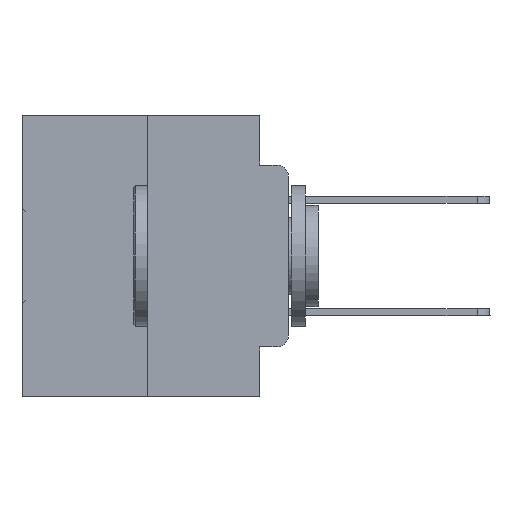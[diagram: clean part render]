
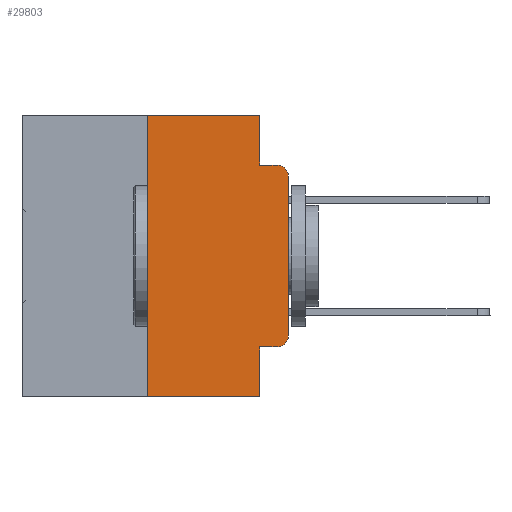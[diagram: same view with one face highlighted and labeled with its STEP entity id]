
A CAD part, left-side view. The second image highlights one B-rep face of the part: STEP entity #29803.
In plain terms, the highlighted planar face has unit normal (-1, 0, 0).
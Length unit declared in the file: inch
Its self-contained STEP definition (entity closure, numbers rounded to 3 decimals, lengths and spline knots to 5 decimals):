
#369 = DIRECTION ( 'NONE',  ( 0., -1., 0. ) ) ;
#1230 = ORIENTED_EDGE ( 'NONE', *, *, #26471, .T. ) ;
#1361 = VECTOR ( 'NONE', #369, 39.37008 ) ;
#1506 = AXIS2_PLACEMENT_3D ( 'NONE', #6991, #33432, #20389 ) ;
#2663 = CARTESIAN_POINT ( 'NONE',  ( 0., 0.02, -0.0885 ) ) ;
#2842 = LINE ( 'NONE', #17278, #15880 ) ;
#3040 = DIRECTION ( 'NONE',  ( 0., -1., 0. ) ) ;
#3180 = ORIENTED_EDGE ( 'NONE', *, *, #18242, .F. ) ;
#3460 = CARTESIAN_POINT ( 'NONE',  ( 0., 0.051, -0.0885 ) ) ;
#3700 = EDGE_CURVE ( 'NONE', #6865, #7123, #7608, .T. ) ;
#4150 = CARTESIAN_POINT ( 'NONE',  ( 0., 0., 0. ) ) ;
#4246 = VERTEX_POINT ( 'NONE', #14891 ) ;
#5641 = DIRECTION ( 'NONE',  ( -1., 0., 0. ) ) ;
#6203 = ORIENTED_EDGE ( 'NONE', *, *, #30518, .T. ) ;
#6381 = EDGE_CURVE ( 'NONE', #13593, #21937, #11949, .T. ) ;
#6865 = VERTEX_POINT ( 'NONE', #33155 ) ;
#6908 = CARTESIAN_POINT ( 'NONE',  ( 0., 0., -0.3915 ) ) ;
#6991 = CARTESIAN_POINT ( 'NONE',  ( 0., 0.473, 0. ) ) ;
#7123 = VERTEX_POINT ( 'NONE', #2663 ) ;
#7215 = LINE ( 'NONE', #21227, #32952 ) ;
#7608 = CIRCLE ( 'NONE', #10437, 0.02 ) ;
#7839 = ORIENTED_EDGE ( 'NONE', *, *, #31263, .F. ) ;
#7904 = CARTESIAN_POINT ( 'NONE',  ( 0., 0.473, -0.5 ) ) ;
#8284 = VECTOR ( 'NONE', #17928, 39.37008 ) ;
#8437 = CARTESIAN_POINT ( 'NONE',  ( 0., 0.02, -0.4115 ) ) ;
#8640 = VECTOR ( 'NONE', #12977, 39.37008 ) ;
#8747 = ORIENTED_EDGE ( 'NONE', *, *, #24428, .F. ) ;
#10102 = CARTESIAN_POINT ( 'NONE',  ( 0., 0.051, 0. ) ) ;
#10418 = CARTESIAN_POINT ( 'NONE',  ( 0., 0.051, -0.4115 ) ) ;
#10437 = AXIS2_PLACEMENT_3D ( 'NONE', #26181, #26291, #23425 ) ;
#10842 = CARTESIAN_POINT ( 'NONE',  ( 0., 0.051, -0.4115 ) ) ;
#10896 = CARTESIAN_POINT ( 'NONE',  ( 0., 0.051, -0.5 ) ) ;
#11949 = LINE ( 'NONE', #10842, #1361 ) ;
#12164 = DIRECTION ( 'NONE',  ( 0., 0., 1. ) ) ;
#12438 = DIRECTION ( 'NONE',  ( 0., 0., 1. ) ) ;
#12527 = ORIENTED_EDGE ( 'NONE', *, *, #3700, .T. ) ;
#12977 = DIRECTION ( 'NONE',  ( 0., 0., -1. ) ) ;
#13000 = VECTOR ( 'NONE', #29166, 39.37008 ) ;
#13175 = CARTESIAN_POINT ( 'NONE',  ( 0., 0.051, -0.0885 ) ) ;
#13391 = EDGE_CURVE ( 'NONE', #17363, #6865, #16379, .T. ) ;
#13593 = VERTEX_POINT ( 'NONE', #10418 ) ;
#13606 = DIRECTION ( 'NONE',  ( 0., -1., 0. ) ) ;
#14120 = LINE ( 'NONE', #13175, #26808 ) ;
#14713 = ORIENTED_EDGE ( 'NONE', *, *, #28769, .F. ) ;
#14854 = ORIENTED_EDGE ( 'NONE', *, *, #13391, .T. ) ;
#14891 = CARTESIAN_POINT ( 'NONE',  ( 0., 0.25, 0. ) ) ;
#15023 = CARTESIAN_POINT ( 'NONE',  ( 0., 0.25, -0.5 ) ) ;
#15313 = ORIENTED_EDGE ( 'NONE', *, *, #6381, .T. ) ;
#15880 = VECTOR ( 'NONE', #12164, 39.37008 ) ;
#16228 = CARTESIAN_POINT ( 'NONE',  ( 0., 0.051, 0. ) ) ;
#16323 = DIRECTION ( 'NONE',  ( 0., 0., -1. ) ) ;
#16379 = LINE ( 'NONE', #4150, #23317 ) ;
#16666 = LINE ( 'NONE', #16228, #13000 ) ;
#16904 = ORIENTED_EDGE ( 'NONE', *, *, #23091, .F. ) ;
#17051 = EDGE_LOOP ( 'NONE', ( #14854, #12527, #14713, #16904, #8747, #3180, #6203, #7839, #15313, #1230 ) ) ;
#17278 = CARTESIAN_POINT ( 'NONE',  ( 0., 0.25, 0. ) ) ;
#17363 = VERTEX_POINT ( 'NONE', #6908 ) ;
#17928 = DIRECTION ( 'NONE',  ( 0., -1., 0. ) ) ;
#18242 = EDGE_CURVE ( 'NONE', #33135, #4246, #2842, .T. ) ;
#19206 = VERTEX_POINT ( 'NONE', #29833 ) ;
#20272 = PLANE ( 'NONE',  #1506 ) ;
#20389 = DIRECTION ( 'NONE',  ( 0., 0., -1. ) ) ;
#21227 = CARTESIAN_POINT ( 'NONE',  ( 0., 0.473, 0. ) ) ;
#21769 = LINE ( 'NONE', #7904, #8284 ) ;
#21937 = VERTEX_POINT ( 'NONE', #8437 ) ;
#23091 = EDGE_CURVE ( 'NONE', #19206, #32717, #16666, .T. ) ;
#23317 = VECTOR ( 'NONE', #12438, 39.37008 ) ;
#23425 = DIRECTION ( 'NONE',  ( 0., 0., -1. ) ) ;
#24090 = AXIS2_PLACEMENT_3D ( 'NONE', #31996, #5641, #16323 ) ;
#24428 = EDGE_CURVE ( 'NONE', #4246, #19206, #7215, .T. ) ;
#26181 = CARTESIAN_POINT ( 'NONE',  ( 0., 0.02, -0.1085 ) ) ;
#26291 = DIRECTION ( 'NONE',  ( -1., 0., 0. ) ) ;
#26471 = EDGE_CURVE ( 'NONE', #21937, #17363, #33191, .T. ) ;
#26808 = VECTOR ( 'NONE', #3040, 39.37008 ) ;
#28405 = VERTEX_POINT ( 'NONE', #10896 ) ;
#28769 = EDGE_CURVE ( 'NONE', #32717, #7123, #14120, .T. ) ;
#29072 = LINE ( 'NONE', #10102, #8640 ) ;
#29166 = DIRECTION ( 'NONE',  ( 0., 0., -1. ) ) ;
#29803 = ADVANCED_FACE ( 'NONE', ( #32879 ), #20272, .F. ) ;
#29833 = CARTESIAN_POINT ( 'NONE',  ( 0., 0.051, 0. ) ) ;
#30518 = EDGE_CURVE ( 'NONE', #33135, #28405, #21769, .T. ) ;
#31263 = EDGE_CURVE ( 'NONE', #13593, #28405, #29072, .T. ) ;
#31996 = CARTESIAN_POINT ( 'NONE',  ( 0., 0.02, -0.3915 ) ) ;
#32717 = VERTEX_POINT ( 'NONE', #3460 ) ;
#32879 = FACE_OUTER_BOUND ( 'NONE', #17051, .T. ) ;
#32952 = VECTOR ( 'NONE', #13606, 39.37008 ) ;
#33135 = VERTEX_POINT ( 'NONE', #15023 ) ;
#33155 = CARTESIAN_POINT ( 'NONE',  ( 0., 0., -0.1085 ) ) ;
#33191 = CIRCLE ( 'NONE', #24090, 0.02 ) ;
#33432 = DIRECTION ( 'NONE',  ( 1., 0., 0. ) ) ;
